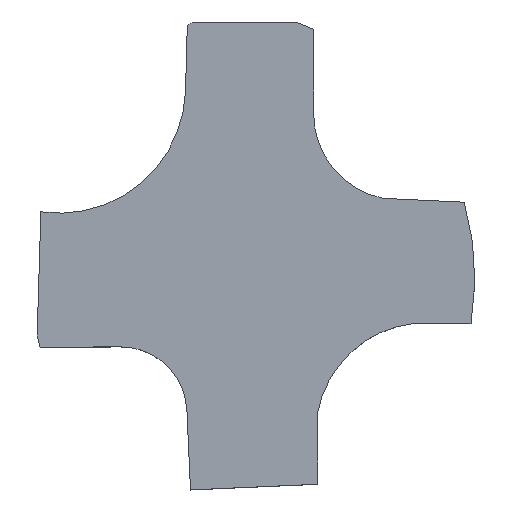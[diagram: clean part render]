
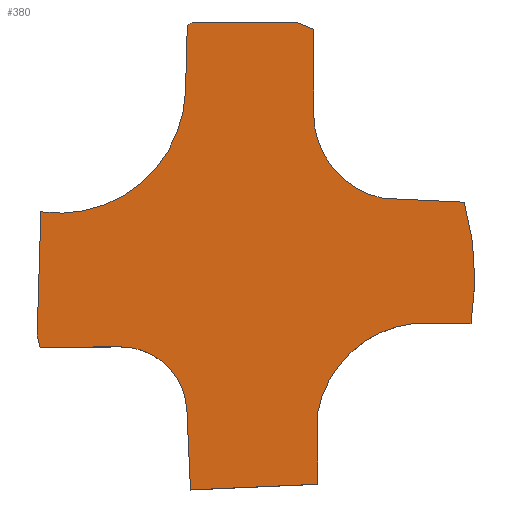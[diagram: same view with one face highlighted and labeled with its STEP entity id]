
A CAD part, top view. The second image highlights one B-rep face of the part: STEP entity #380.
In plain terms, the highlighted planar face has unit normal (0, 0, 1).
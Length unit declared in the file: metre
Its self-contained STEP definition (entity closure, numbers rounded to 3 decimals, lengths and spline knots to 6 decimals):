
#22=PLANE('',#429);
#28=LINE('',#558,#66);
#32=LINE('',#570,#70);
#35=LINE('',#576,#73);
#38=LINE('',#582,#76);
#42=LINE('',#594,#80);
#46=LINE('',#606,#84);
#50=LINE('',#618,#88);
#54=LINE('',#630,#92);
#58=LINE('',#642,#96);
#61=LINE('',#651,#99);
#66=VECTOR('',#445,1.);
#70=VECTOR('',#457,1.);
#73=VECTOR('',#462,1.);
#76=VECTOR('',#467,1.);
#80=VECTOR('',#479,1.);
#84=VECTOR('',#491,1.);
#88=VECTOR('',#503,1.);
#92=VECTOR('',#515,1.);
#96=VECTOR('',#527,1.);
#99=VECTOR('',#538,1.);
#172=ORIENTED_EDGE('',*,*,#210,.T.);
#173=ORIENTED_EDGE('',*,*,#214,.T.);
#174=ORIENTED_EDGE('',*,*,#217,.F.);
#175=ORIENTED_EDGE('',*,*,#220,.T.);
#176=ORIENTED_EDGE('',*,*,#223,.T.);
#177=ORIENTED_EDGE('',*,*,#226,.F.);
#178=ORIENTED_EDGE('',*,*,#229,.F.);
#179=ORIENTED_EDGE('',*,*,#232,.T.);
#180=ORIENTED_EDGE('',*,*,#235,.T.);
#181=ORIENTED_EDGE('',*,*,#238,.F.);
#182=ORIENTED_EDGE('',*,*,#241,.F.);
#183=ORIENTED_EDGE('',*,*,#244,.T.);
#184=ORIENTED_EDGE('',*,*,#247,.T.);
#185=ORIENTED_EDGE('',*,*,#250,.F.);
#186=ORIENTED_EDGE('',*,*,#253,.T.);
#187=ORIENTED_EDGE('',*,*,#256,.F.);
#188=ORIENTED_EDGE('',*,*,#259,.F.);
#189=ORIENTED_EDGE('',*,*,#261,.F.);
#210=EDGE_CURVE('',#265,#264,#299,.T.);
#214=EDGE_CURVE('',#264,#267,#28,.T.);
#217=EDGE_CURVE('',#269,#267,#301,.T.);
#220=EDGE_CURVE('',#269,#271,#32,.T.);
#223=EDGE_CURVE('',#271,#273,#35,.T.);
#226=EDGE_CURVE('',#275,#273,#38,.T.);
#229=EDGE_CURVE('',#277,#275,#303,.T.);
#232=EDGE_CURVE('',#277,#279,#42,.T.);
#235=EDGE_CURVE('',#279,#281,#305,.T.);
#238=EDGE_CURVE('',#283,#281,#46,.T.);
#241=EDGE_CURVE('',#285,#283,#307,.T.);
#244=EDGE_CURVE('',#285,#287,#50,.T.);
#247=EDGE_CURVE('',#287,#289,#309,.T.);
#250=EDGE_CURVE('',#291,#289,#54,.T.);
#253=EDGE_CURVE('',#291,#293,#311,.T.);
#256=EDGE_CURVE('',#295,#293,#58,.T.);
#259=EDGE_CURVE('',#297,#295,#313,.T.);
#261=EDGE_CURVE('',#265,#297,#61,.T.);
#264=VERTEX_POINT('',#549);
#265=VERTEX_POINT('',#551);
#267=VERTEX_POINT('',#557);
#269=VERTEX_POINT('',#563);
#271=VERTEX_POINT('',#569);
#273=VERTEX_POINT('',#575);
#275=VERTEX_POINT('',#581);
#277=VERTEX_POINT('',#587);
#279=VERTEX_POINT('',#593);
#281=VERTEX_POINT('',#599);
#283=VERTEX_POINT('',#605);
#285=VERTEX_POINT('',#611);
#287=VERTEX_POINT('',#617);
#289=VERTEX_POINT('',#623);
#291=VERTEX_POINT('',#629);
#293=VERTEX_POINT('',#635);
#295=VERTEX_POINT('',#641);
#297=VERTEX_POINT('',#647);
#299=CIRCLE('',#397,0.004639);
#301=CIRCLE('',#401,0.001289);
#303=CIRCLE('',#407,0.002145);
#305=CIRCLE('',#411,0.005281);
#307=CIRCLE('',#415,0.001687);
#309=CIRCLE('',#419,0.005281);
#311=CIRCLE('',#423,0.006145);
#313=CIRCLE('',#427,0.002454);
#332=EDGE_LOOP('',(#172,#173,#174,#175,#176,#177,#178,#179,#180,#181,#182,
#183,#184,#185,#186,#187,#188,#189));
#352=FACE_BOUND('',#332,.T.);
#380=ADVANCED_FACE('',(#352),#22,.T.);
#397=AXIS2_PLACEMENT_3D('',#550,#438,#439);
#401=AXIS2_PLACEMENT_3D('',#564,#451,#452);
#407=AXIS2_PLACEMENT_3D('',#588,#473,#474);
#411=AXIS2_PLACEMENT_3D('',#600,#485,#486);
#415=AXIS2_PLACEMENT_3D('',#612,#497,#498);
#419=AXIS2_PLACEMENT_3D('',#624,#509,#510);
#423=AXIS2_PLACEMENT_3D('',#636,#521,#522);
#427=AXIS2_PLACEMENT_3D('',#648,#533,#534);
#429=AXIS2_PLACEMENT_3D('',#652,#539,#540);
#438=DIRECTION('',(0.,0.,1.));
#439=DIRECTION('',(1.,0.,0.));
#445=DIRECTION('',(1.,0.005,0.));
#451=DIRECTION('',(0.,0.,1.));
#452=DIRECTION('',(1.,0.,0.));
#457=DIRECTION('',(0.044,-0.999,0.));
#462=DIRECTION('',(0.999,0.044,0.));
#467=DIRECTION('',(0.,-1.,0.));
#473=DIRECTION('',(0.,0.,1.));
#474=DIRECTION('',(1.,0.,0.));
#479=DIRECTION('',(1.,0.,0.));
#485=DIRECTION('',(0.,0.,1.));
#486=DIRECTION('',(1.,0.,0.));
#491=DIRECTION('',(0.999,-0.047,0.));
#497=DIRECTION('',(0.,0.,1.));
#498=DIRECTION('',(1.,0.,0.));
#503=DIRECTION('',(0.,1.,0.));
#509=DIRECTION('',(0.,0.,1.));
#510=DIRECTION('',(1.,0.,0.));
#515=DIRECTION('',(1.,0.006,0.));
#521=DIRECTION('',(0.,0.,1.));
#522=DIRECTION('',(1.,0.,0.));
#527=DIRECTION('',(0.026,1.,0.));
#533=DIRECTION('',(0.,0.,1.));
#534=DIRECTION('',(1.,0.,0.));
#538=DIRECTION('',(0.03,1.,0.));
#539=DIRECTION('',(0.,0.,1.));
#540=DIRECTION('',(1.,0.,0.));
#549=CARTESIAN_POINT('',(-0.013777,0.04567,0.001));
#550=CARTESIAN_POINT('',(-0.009289,0.046848,0.001));
#551=CARTESIAN_POINT('',(-0.013832,0.045908,0.001));
#557=CARTESIAN_POINT('',(-0.012219,0.045678,0.001));
#558=CARTESIAN_POINT('',(-0.012998,0.045674,0.001));
#563=CARTESIAN_POINT('',(-0.010925,0.044446,0.001));
#564=CARTESIAN_POINT('',(-0.012212,0.044389,0.001));
#569=CARTESIAN_POINT('',(-0.010856,0.0429,0.001));
#570=CARTESIAN_POINT('',(-0.01089,0.043673,0.001));
#575=CARTESIAN_POINT('',(-0.008387,0.04301,0.001));
#576=CARTESIAN_POINT('',(-0.009622,0.042955,0.001));
#581=CARTESIAN_POINT('',(-0.008387,0.044404,0.001));
#582=CARTESIAN_POINT('',(-0.008387,0.043707,0.001));
#587=CARTESIAN_POINT('',(-0.006526,0.046132,0.001));
#588=CARTESIAN_POINT('',(-0.00628,0.044001,0.001));
#593=CARTESIAN_POINT('',(-0.005409,0.046132,0.001));
#594=CARTESIAN_POINT('',(-0.005967,0.046132,0.001));
#599=CARTESIAN_POINT('',(-0.005541,0.048487,0.001));
#600=CARTESIAN_POINT('',(-0.010615,0.047019,0.001));
#605=CARTESIAN_POINT('',(-0.007116,0.048561,0.001));
#606=CARTESIAN_POINT('',(-0.006328,0.048524,0.001));
#611=CARTESIAN_POINT('',(-0.008466,0.050214,0.001));
#612=CARTESIAN_POINT('',(-0.006779,0.050214,0.001));
#617=CARTESIAN_POINT('',(-0.008466,0.051843,0.001));
#618=CARTESIAN_POINT('',(-0.008466,0.051029,0.001));
#623=CARTESIAN_POINT('',(-0.008819,0.051986,0.001));
#624=CARTESIAN_POINT('',(-0.010615,0.047019,0.001));
#629=CARTESIAN_POINT('',(-0.01082,0.051974,0.001));
#630=CARTESIAN_POINT('',(-0.009819,0.05198,0.001));
#635=CARTESIAN_POINT('',(-0.010918,0.051919,0.001));
#636=CARTESIAN_POINT('',(-0.007858,0.04659,0.001));
#641=CARTESIAN_POINT('',(-0.010951,0.050663,0.001));
#642=CARTESIAN_POINT('',(-0.010934,0.051291,0.001));
#647=CARTESIAN_POINT('',(-0.013761,0.048299,0.001));
#648=CARTESIAN_POINT('',(-0.013405,0.050727,0.001));
#651=CARTESIAN_POINT('',(-0.013797,0.047104,0.001));
#652=CARTESIAN_POINT('',(-0.000463,0.034297,0.001));
